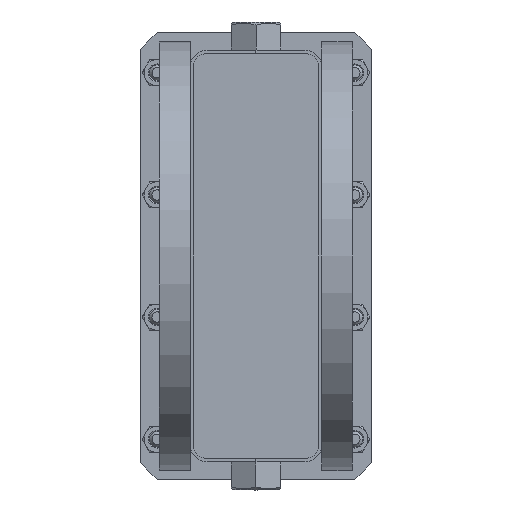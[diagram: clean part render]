
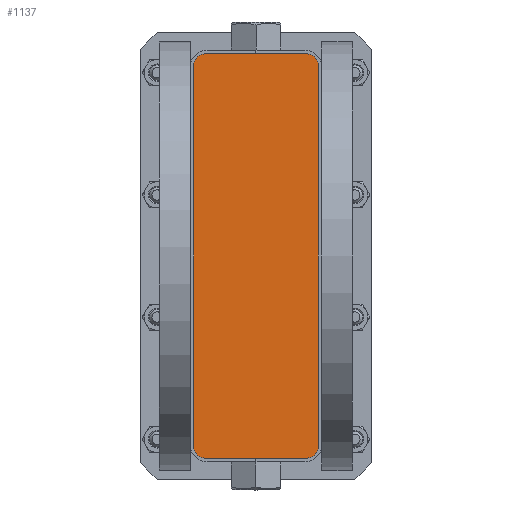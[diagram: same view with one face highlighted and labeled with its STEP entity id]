
A CAD part, left-side view. The second image highlights one B-rep face of the part: STEP entity #1137.
In plain terms, the highlighted planar face has unit normal (-1, 0, 0).
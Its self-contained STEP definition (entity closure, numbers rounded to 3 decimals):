
#1137=ADVANCED_FACE('',(#6963),#6965,.F.);
#6963=FACE_BOUND('',#6964,.T.);
#6964=EDGE_LOOP('',(#11837,#11838,#11839,#11840,#11841,#11842,#11843,#11844));
#6965=PLANE('',#6966);
#6966=AXIS2_PLACEMENT_3D('',#6967,#6968,#6969);
#6967=CARTESIAN_POINT('',(-84.5,12.997,0.));
#6968=DIRECTION('',(1.,0.,0.));
#6969=DIRECTION('',(0.,0.,-1.));
#11837=ORIENTED_EDGE('',*,*,#14504,.F.);
#11838=ORIENTED_EDGE('',*,*,#14501,.F.);
#11839=ORIENTED_EDGE('',*,*,#14498,.F.);
#11840=ORIENTED_EDGE('',*,*,#14495,.F.);
#11841=ORIENTED_EDGE('',*,*,#14492,.F.);
#11842=ORIENTED_EDGE('',*,*,#14489,.F.);
#11843=ORIENTED_EDGE('',*,*,#14486,.F.);
#11844=ORIENTED_EDGE('',*,*,#14482,.F.);
#14482=EDGE_CURVE('',#16201,#16202,#16203,.T.);
#14486=EDGE_CURVE('',#16202,#16209,#16210,.T.);
#14489=EDGE_CURVE('',#16209,#16214,#16215,.T.);
#14492=EDGE_CURVE('',#16214,#16219,#16220,.T.);
#14495=EDGE_CURVE('',#16219,#16224,#16225,.T.);
#14498=EDGE_CURVE('',#16224,#16229,#16230,.T.);
#14501=EDGE_CURVE('',#16229,#16234,#16235,.T.);
#14504=EDGE_CURVE('',#16234,#16201,#16239,.T.);
#16201=VERTEX_POINT('',#20459);
#16202=VERTEX_POINT('',#20460);
#16203=CIRCLE('',#20461,4.5);
#16209=VERTEX_POINT('',#20477);
#16210=LINE('',#20478,#20479);
#16214=VERTEX_POINT('',#20488);
#16215=CIRCLE('',#20489,4.5);
#16219=VERTEX_POINT('',#20501);
#16220=LINE('',#20502,#20503);
#16224=VERTEX_POINT('',#20512);
#16225=CIRCLE('',#20513,4.5);
#16229=VERTEX_POINT('',#20525);
#16230=LINE('',#20526,#20527);
#16234=VERTEX_POINT('',#20536);
#16235=CIRCLE('',#20537,4.5);
#16239=LINE('',#20549,#20550);
#20459=CARTESIAN_POINT('',(-84.5,12.997,-73.25));
#20460=CARTESIAN_POINT('',(-84.5,17.497,-77.75));
#20461=AXIS2_PLACEMENT_3D('',#20462,#20463,#20464);
#20462=CARTESIAN_POINT('',(-84.5,17.497,-73.25));
#20463=DIRECTION('',(1.,0.,0.));
#20464=DIRECTION('',(0.,-1.,0.));
#20477=CARTESIAN_POINT('',(-84.5,56.497,-77.75));
#20478=CARTESIAN_POINT('',(-84.5,17.497,-77.75));
#20479=VECTOR('',#20480,1.);
#20480=DIRECTION('',(0.,1.,0.));
#20488=CARTESIAN_POINT('',(-84.5,60.997,-73.25));
#20489=AXIS2_PLACEMENT_3D('',#20490,#20491,#20492);
#20490=CARTESIAN_POINT('',(-84.5,56.497,-73.25));
#20491=DIRECTION('',(1.,0.,0.));
#20492=DIRECTION('',(0.,0.,-1.));
#20501=CARTESIAN_POINT('',(-84.5,60.997,73.25));
#20502=CARTESIAN_POINT('',(-84.5,60.997,-73.25));
#20503=VECTOR('',#20504,1.);
#20504=DIRECTION('',(0.,0.,1.));
#20512=CARTESIAN_POINT('',(-84.5,56.497,77.75));
#20513=AXIS2_PLACEMENT_3D('',#20514,#20515,#20516);
#20514=CARTESIAN_POINT('',(-84.5,56.497,73.25));
#20515=DIRECTION('',(1.,0.,0.));
#20516=DIRECTION('',(0.,1.,0.));
#20525=CARTESIAN_POINT('',(-84.5,17.497,77.75));
#20526=CARTESIAN_POINT('',(-84.5,56.497,77.75));
#20527=VECTOR('',#20528,1.);
#20528=DIRECTION('',(0.,-1.,0.));
#20536=CARTESIAN_POINT('',(-84.5,12.997,73.25));
#20537=AXIS2_PLACEMENT_3D('',#20538,#20539,#20540);
#20538=CARTESIAN_POINT('',(-84.5,17.497,73.25));
#20539=DIRECTION('',(1.,0.,0.));
#20540=DIRECTION('',(0.,0.,1.));
#20549=CARTESIAN_POINT('',(-84.5,12.997,73.25));
#20550=VECTOR('',#20551,1.);
#20551=DIRECTION('',(0.,0.,-1.));
